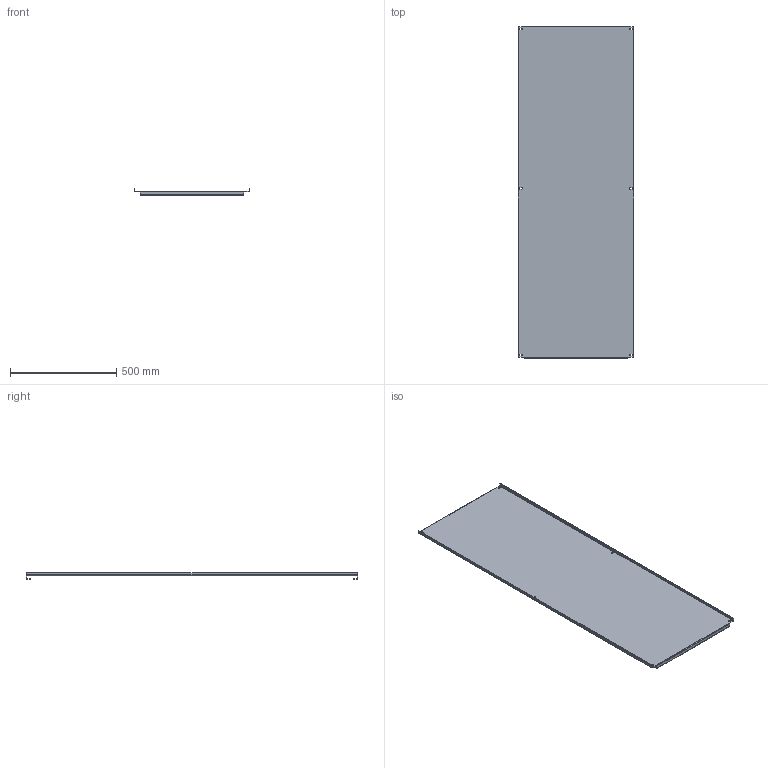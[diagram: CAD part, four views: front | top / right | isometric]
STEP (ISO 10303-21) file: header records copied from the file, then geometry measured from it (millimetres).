
FILE_DESCRIPTION (( 'STEP AP203' ), '1' );
FILE_NAME ('Ïàíåëü ìîíòàæíàÿ 1560õ545.STEP', '2020-12-25T12:54:34', ( '' ), ( '' ), 'SwSTEP 2.0', 'SolidWorks 2019', '' );
FILE_SCHEMA (( 'CONFIG_CONTROL_DESIGN' ));
Length unit declared in the file: millimetre
Products named in the file (1): Ïàíåëü ìîíòàæíàÿ 1560õ545
Bounding box: 545 x 1560 x 32.5 mm (x, y, z)
Volume: 2292787.8 mm3; surface area: 1845771.2 mm2
Topology: 1 solids, 1 shells, 88 faces, 210 edges, 124 vertices
Faces by surface type: plane 58, cylinder 30
Entity records: 2591 total; most frequent: DIRECTION 448, CARTESIAN_POINT 423, ORIENTED_EDGE 420, EDGE_CURVE 210, VECTOR 150, LINE 150, AXIS2_PLACEMENT_3D 149, VERTEX_POINT 124
